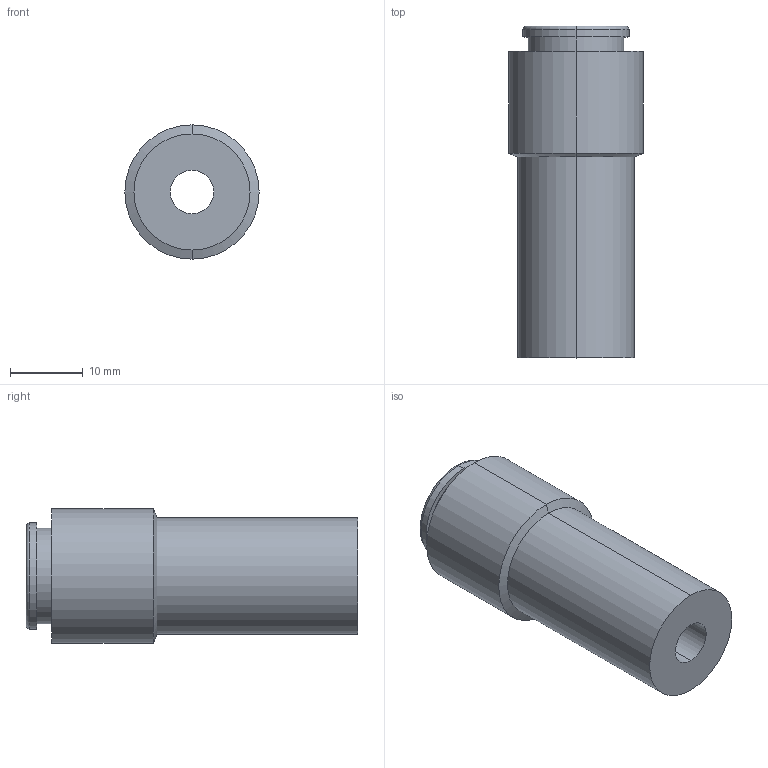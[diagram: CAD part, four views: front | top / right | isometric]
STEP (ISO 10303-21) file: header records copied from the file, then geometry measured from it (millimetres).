
FILE_DESCRIPTION (( 'STEP AP214' ), '1' );
FILE_NAME ('KQ2R12-16A.step.step', '2015-12-14T08:57:37', ( 'Windows User' ), ( '' ), 'SwSTEP 2.0', 'SolidWorks 2016', '' );
FILE_SCHEMA (( 'AUTOMOTIVE_DESIGN' ));
Length unit declared in the file: millimetre
Products named in the file (2): KQ2R12-16A.step; KQ2R12-16A.step_KQ2R-metric_KQ2R12-16A
Assembly tree (1 placements, depth 2):
  KQ2R12-16A.step
    KQ2R12-16A.step_KQ2R-metric_KQ2R12-16A
Bounding box: 18.5 x 45.7 x 18.5 mm (x, y, z)
Volume: 7233.3 mm3; surface area: 4074.4 mm2
Topology: 1 solids, 1 shells, 23 faces, 46 edges, 28 vertices
Faces by surface type: cylinder 12, plane 5, torus 4, cone 2
Entity records: 678 total; most frequent: DIRECTION 132, CARTESIAN_POINT 101, ORIENTED_EDGE 92, AXIS2_PLACEMENT_3D 59, EDGE_CURVE 46, CIRCLE 32, VERTEX_POINT 28, EDGE_LOOP 28
